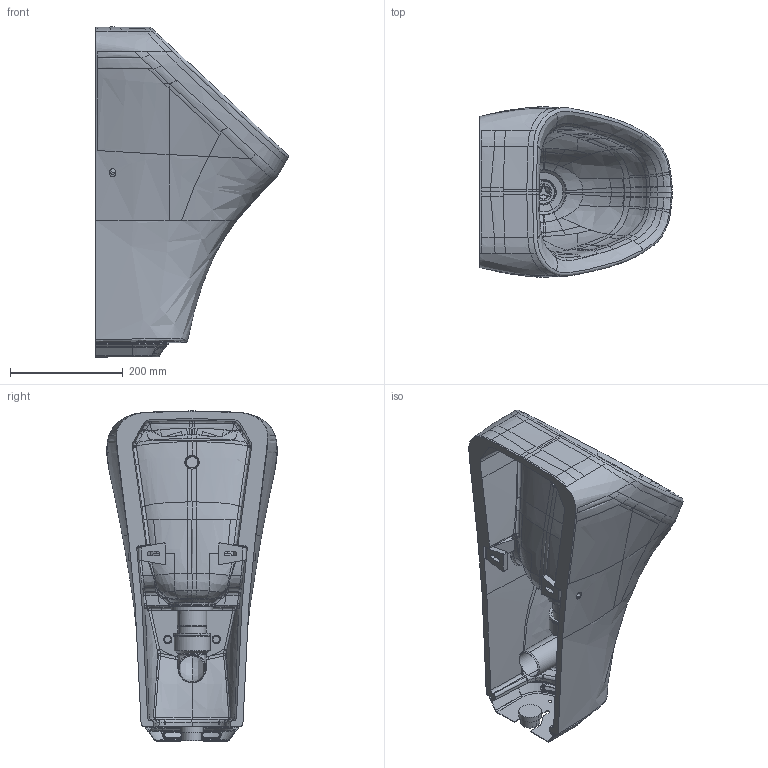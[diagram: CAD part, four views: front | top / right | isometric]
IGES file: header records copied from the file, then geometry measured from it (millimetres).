
Global section: file name: No Iges File Name specified; native system: Autodesk Inventor 2011; preprocessor: AutoDesk Inventor Iges Exporter R2011; author: Administrator; date: 20141104.112155; units: millimetre
Bounding box: 341.13 x 302.18 x 584.89 mm (x, y, z)
Volume: 9711319.8 mm3; surface area: 1015872.2 mm2
Topology: 17 solids, 18 shells, 1572 faces, 4107 edges, 2583 vertices
Faces by surface type: bspline 868, plane 243, revolution 235, cylinder 125, cone 50, torus 50, sphere 1
